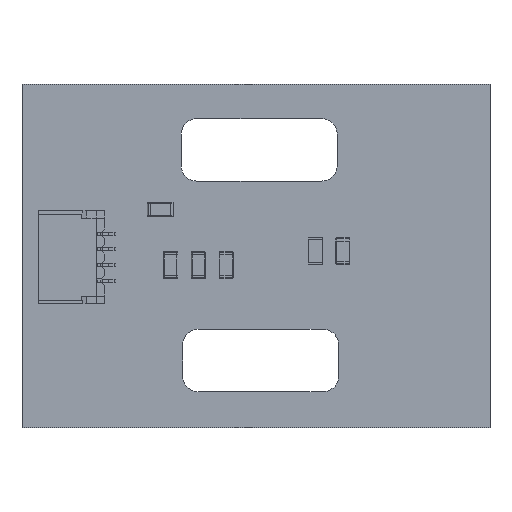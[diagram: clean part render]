
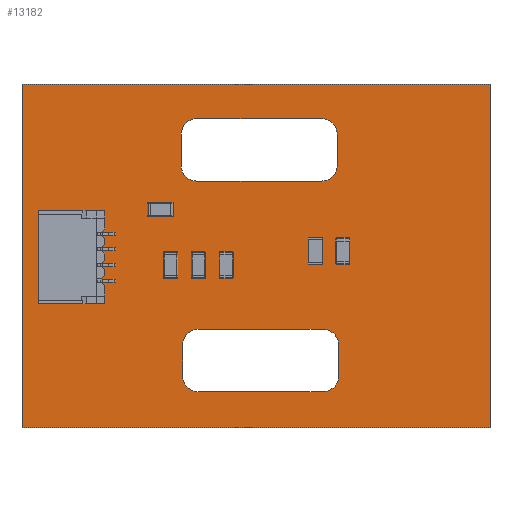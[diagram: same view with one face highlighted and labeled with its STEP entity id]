
A CAD part, top view. The second image highlights one B-rep face of the part: STEP entity #13182.
In plain terms, the highlighted planar face has unit normal (0, 0, 1).
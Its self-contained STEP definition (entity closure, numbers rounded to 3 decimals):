
#12521 = VERTEX_POINT('',#12522);
#12522 = CARTESIAN_POINT('',(0.,0.,0.));
#12528 = EDGE_CURVE('',#12521,#12529,#12531,.T.);
#12529 = VERTEX_POINT('',#12530);
#12530 = CARTESIAN_POINT('',(30.,0.,0.));
#12531 = LINE('',#12532,#12533);
#12532 = CARTESIAN_POINT('',(0.,0.,0.));
#12533 = VECTOR('',#12534,1.);
#12534 = DIRECTION('',(1.,0.,0.));
#12559 = EDGE_CURVE('',#12529,#12560,#12562,.T.);
#12560 = VERTEX_POINT('',#12561);
#12561 = CARTESIAN_POINT('',(30.,22.,0.));
#12562 = LINE('',#12563,#12564);
#12563 = CARTESIAN_POINT('',(30.,0.,0.));
#12564 = VECTOR('',#12565,1.);
#12565 = DIRECTION('',(0.,1.,0.));
#12590 = EDGE_CURVE('',#12560,#12591,#12593,.T.);
#12591 = VERTEX_POINT('',#12592);
#12592 = CARTESIAN_POINT('',(0.,22.,0.));
#12593 = LINE('',#12594,#12595);
#12594 = CARTESIAN_POINT('',(30.,22.,0.));
#12595 = VECTOR('',#12596,1.);
#12596 = DIRECTION('',(-1.,0.,0.));
#12621 = EDGE_CURVE('',#12591,#12521,#12622,.T.);
#12622 = LINE('',#12623,#12624);
#12623 = CARTESIAN_POINT('',(0.,22.,0.));
#12624 = VECTOR('',#12625,1.);
#12625 = DIRECTION('',(0.,-1.,0.));
#12645 = VERTEX_POINT('',#12646);
#12646 = CARTESIAN_POINT('',(11.2,15.8,0.));
#12652 = EDGE_CURVE('',#12645,#12653,#12655,.T.);
#12653 = VERTEX_POINT('',#12654);
#12654 = CARTESIAN_POINT('',(10.2,16.8,0.));
#12655 = CIRCLE('',#12656,1.);
#12656 = AXIS2_PLACEMENT_3D('',#12657,#12658,#12659);
#12657 = CARTESIAN_POINT('',(11.2,16.8,0.));
#12658 = DIRECTION('',(0.,0.,-1.));
#12659 = DIRECTION('',(0.,-1.,0.));
#12687 = VERTEX_POINT('',#12688);
#12688 = CARTESIAN_POINT('',(19.2,15.8,0.));
#12694 = EDGE_CURVE('',#12687,#12645,#12695,.T.);
#12695 = LINE('',#12696,#12697);
#12696 = CARTESIAN_POINT('',(19.2,15.8,0.));
#12697 = VECTOR('',#12698,1.);
#12698 = DIRECTION('',(-1.,0.,0.));
#12718 = VERTEX_POINT('',#12719);
#12719 = CARTESIAN_POINT('',(20.2,16.8,0.));
#12725 = EDGE_CURVE('',#12718,#12687,#12726,.T.);
#12726 = CIRCLE('',#12727,1.);
#12727 = AXIS2_PLACEMENT_3D('',#12728,#12729,#12730);
#12728 = CARTESIAN_POINT('',(19.2,16.8,0.));
#12729 = DIRECTION('',(0.,0.,-1.));
#12730 = DIRECTION('',(1.,0.,0.));
#12751 = VERTEX_POINT('',#12752);
#12752 = CARTESIAN_POINT('',(20.2,18.8,0.));
#12758 = EDGE_CURVE('',#12751,#12718,#12759,.T.);
#12759 = LINE('',#12760,#12761);
#12760 = CARTESIAN_POINT('',(20.2,18.8,0.));
#12761 = VECTOR('',#12762,1.);
#12762 = DIRECTION('',(0.,-1.,0.));
#12782 = VERTEX_POINT('',#12783);
#12783 = CARTESIAN_POINT('',(19.2,19.8,0.));
#12789 = EDGE_CURVE('',#12782,#12751,#12790,.T.);
#12790 = CIRCLE('',#12791,1.);
#12791 = AXIS2_PLACEMENT_3D('',#12792,#12793,#12794);
#12792 = CARTESIAN_POINT('',(19.2,18.8,0.));
#12793 = DIRECTION('',(0.,0.,-1.));
#12794 = DIRECTION('',(0.,1.,0.));
#12815 = VERTEX_POINT('',#12816);
#12816 = CARTESIAN_POINT('',(11.2,19.8,0.));
#12822 = EDGE_CURVE('',#12815,#12782,#12823,.T.);
#12823 = LINE('',#12824,#12825);
#12824 = CARTESIAN_POINT('',(11.2,19.8,0.));
#12825 = VECTOR('',#12826,1.);
#12826 = DIRECTION('',(1.,0.,0.));
#12846 = VERTEX_POINT('',#12847);
#12847 = CARTESIAN_POINT('',(10.2,18.8,0.));
#12853 = EDGE_CURVE('',#12846,#12815,#12854,.T.);
#12854 = CIRCLE('',#12855,1.);
#12855 = AXIS2_PLACEMENT_3D('',#12856,#12857,#12858);
#12856 = CARTESIAN_POINT('',(11.2,18.8,0.));
#12857 = DIRECTION('',(0.,0.,-1.));
#12858 = DIRECTION('',(-1.,0.,0.));
#12877 = EDGE_CURVE('',#12653,#12846,#12878,.T.);
#12878 = LINE('',#12879,#12880);
#12879 = CARTESIAN_POINT('',(10.2,16.8,0.));
#12880 = VECTOR('',#12881,1.);
#12881 = DIRECTION('',(0.,1.,0.));
#12901 = VERTEX_POINT('',#12902);
#12902 = CARTESIAN_POINT('',(11.3,2.3,0.));
#12908 = EDGE_CURVE('',#12901,#12909,#12911,.T.);
#12909 = VERTEX_POINT('',#12910);
#12910 = CARTESIAN_POINT('',(10.3,3.3,0.));
#12911 = CIRCLE('',#12912,1.);
#12912 = AXIS2_PLACEMENT_3D('',#12913,#12914,#12915);
#12913 = CARTESIAN_POINT('',(11.3,3.3,0.));
#12914 = DIRECTION('',(0.,0.,-1.));
#12915 = DIRECTION('',(0.,-1.,0.));
#12943 = VERTEX_POINT('',#12944);
#12944 = CARTESIAN_POINT('',(19.3,2.3,0.));
#12950 = EDGE_CURVE('',#12943,#12901,#12951,.T.);
#12951 = LINE('',#12952,#12953);
#12952 = CARTESIAN_POINT('',(19.3,2.3,0.));
#12953 = VECTOR('',#12954,1.);
#12954 = DIRECTION('',(-1.,0.,0.));
#12974 = VERTEX_POINT('',#12975);
#12975 = CARTESIAN_POINT('',(20.3,3.3,0.));
#12981 = EDGE_CURVE('',#12974,#12943,#12982,.T.);
#12982 = CIRCLE('',#12983,1.);
#12983 = AXIS2_PLACEMENT_3D('',#12984,#12985,#12986);
#12984 = CARTESIAN_POINT('',(19.3,3.3,0.));
#12985 = DIRECTION('',(0.,0.,-1.));
#12986 = DIRECTION('',(1.,0.,0.));
#13007 = VERTEX_POINT('',#13008);
#13008 = CARTESIAN_POINT('',(20.3,5.3,0.));
#13014 = EDGE_CURVE('',#13007,#12974,#13015,.T.);
#13015 = LINE('',#13016,#13017);
#13016 = CARTESIAN_POINT('',(20.3,5.3,0.));
#13017 = VECTOR('',#13018,1.);
#13018 = DIRECTION('',(0.,-1.,0.));
#13038 = VERTEX_POINT('',#13039);
#13039 = CARTESIAN_POINT('',(19.3,6.3,0.));
#13045 = EDGE_CURVE('',#13038,#13007,#13046,.T.);
#13046 = CIRCLE('',#13047,1.);
#13047 = AXIS2_PLACEMENT_3D('',#13048,#13049,#13050);
#13048 = CARTESIAN_POINT('',(19.3,5.3,0.));
#13049 = DIRECTION('',(0.,0.,-1.));
#13050 = DIRECTION('',(0.,1.,0.));
#13071 = VERTEX_POINT('',#13072);
#13072 = CARTESIAN_POINT('',(11.3,6.3,0.));
#13078 = EDGE_CURVE('',#13071,#13038,#13079,.T.);
#13079 = LINE('',#13080,#13081);
#13080 = CARTESIAN_POINT('',(11.3,6.3,0.));
#13081 = VECTOR('',#13082,1.);
#13082 = DIRECTION('',(1.,0.,0.));
#13102 = VERTEX_POINT('',#13103);
#13103 = CARTESIAN_POINT('',(10.3,5.3,0.));
#13109 = EDGE_CURVE('',#13102,#13071,#13110,.T.);
#13110 = CIRCLE('',#13111,1.);
#13111 = AXIS2_PLACEMENT_3D('',#13112,#13113,#13114);
#13112 = CARTESIAN_POINT('',(11.3,5.3,0.));
#13113 = DIRECTION('',(0.,0.,-1.));
#13114 = DIRECTION('',(-1.,0.,0.));
#13133 = EDGE_CURVE('',#12909,#13102,#13134,.T.);
#13134 = LINE('',#13135,#13136);
#13135 = CARTESIAN_POINT('',(10.3,3.3,0.));
#13136 = VECTOR('',#13137,1.);
#13137 = DIRECTION('',(0.,1.,0.));
#13182 = ADVANCED_FACE('',(#13183,#13189,#13199),#13209,.F.);
#13183 = FACE_BOUND('',#13184,.T.);
#13184 = EDGE_LOOP('',(#13185,#13186,#13187,#13188));
#13185 = ORIENTED_EDGE('',*,*,#12528,.T.);
#13186 = ORIENTED_EDGE('',*,*,#12559,.T.);
#13187 = ORIENTED_EDGE('',*,*,#12590,.T.);
#13188 = ORIENTED_EDGE('',*,*,#12621,.T.);
#13189 = FACE_BOUND('',#13190,.F.);
#13190 = EDGE_LOOP('',(#13191,#13192,#13193,#13194,#13195,#13196,#13197,
    #13198));
#13191 = ORIENTED_EDGE('',*,*,#12652,.F.);
#13192 = ORIENTED_EDGE('',*,*,#12694,.F.);
#13193 = ORIENTED_EDGE('',*,*,#12725,.F.);
#13194 = ORIENTED_EDGE('',*,*,#12758,.F.);
#13195 = ORIENTED_EDGE('',*,*,#12789,.F.);
#13196 = ORIENTED_EDGE('',*,*,#12822,.F.);
#13197 = ORIENTED_EDGE('',*,*,#12853,.F.);
#13198 = ORIENTED_EDGE('',*,*,#12877,.F.);
#13199 = FACE_BOUND('',#13200,.F.);
#13200 = EDGE_LOOP('',(#13201,#13202,#13203,#13204,#13205,#13206,#13207,
    #13208));
#13201 = ORIENTED_EDGE('',*,*,#12908,.F.);
#13202 = ORIENTED_EDGE('',*,*,#12950,.F.);
#13203 = ORIENTED_EDGE('',*,*,#12981,.F.);
#13204 = ORIENTED_EDGE('',*,*,#13014,.F.);
#13205 = ORIENTED_EDGE('',*,*,#13045,.F.);
#13206 = ORIENTED_EDGE('',*,*,#13078,.F.);
#13207 = ORIENTED_EDGE('',*,*,#13109,.F.);
#13208 = ORIENTED_EDGE('',*,*,#13133,.F.);
#13209 = PLANE('',#13210);
#13210 = AXIS2_PLACEMENT_3D('',#13211,#13212,#13213);
#13211 = CARTESIAN_POINT('',(0.,0.,0.));
#13212 = DIRECTION('',(0.,0.,-1.));
#13213 = DIRECTION('',(-1.,0.,0.));
